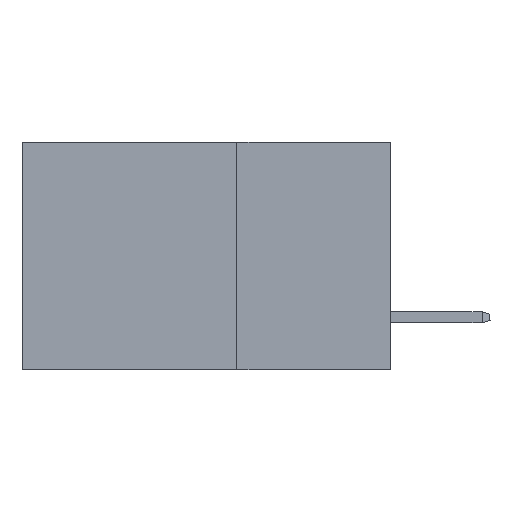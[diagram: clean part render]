
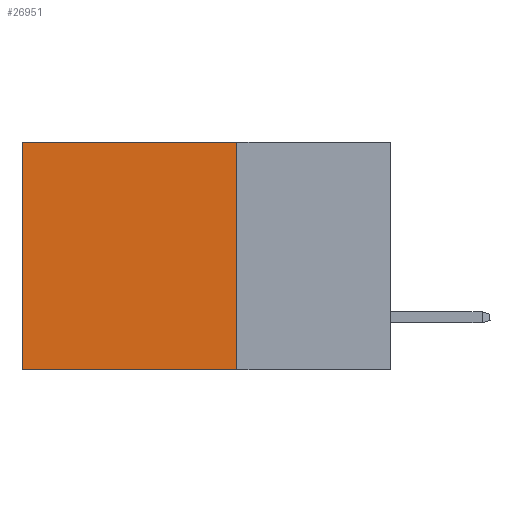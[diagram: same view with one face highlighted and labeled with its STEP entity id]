
A CAD part, left-side view. The second image highlights one B-rep face of the part: STEP entity #26951.
In plain terms, the highlighted planar face has unit normal (-1, 0, 0).
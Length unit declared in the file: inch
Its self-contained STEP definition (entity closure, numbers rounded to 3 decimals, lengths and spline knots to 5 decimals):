
#1076 = VECTOR ( 'NONE', #31804, 39.37008 ) ;
#1622 = VERTEX_POINT ( 'NONE', #34638 ) ;
#2644 = CARTESIAN_POINT ( 'NONE',  ( 0.2875, 0.6, 0. ) ) ;
#6506 = CARTESIAN_POINT ( 'NONE',  ( 0.2875, 0.25, 0. ) ) ;
#6641 = CARTESIAN_POINT ( 'NONE',  ( 0.2875, 0.25, 0. ) ) ;
#7246 = LINE ( 'NONE', #36293, #17265 ) ;
#9198 = DIRECTION ( 'NONE',  ( 1., 0., 0. ) ) ;
#9410 = ORIENTED_EDGE ( 'NONE', *, *, #10905, .F. ) ;
#10905 = EDGE_CURVE ( 'NONE', #25483, #1622, #7246, .T. ) ;
#11055 = DIRECTION ( 'NONE',  ( 0., 0., -1. ) ) ;
#11766 = DIRECTION ( 'NONE',  ( 0., 1., 0. ) ) ;
#12182 = CARTESIAN_POINT ( 'NONE',  ( 0.2875, 0.6, -0.37 ) ) ;
#12520 = VERTEX_POINT ( 'NONE', #12182 ) ;
#15403 = CARTESIAN_POINT ( 'NONE',  ( 0.2875, 0.25, 0. ) ) ;
#15682 = ORIENTED_EDGE ( 'NONE', *, *, #32786, .T. ) ;
#15908 = LINE ( 'NONE', #34157, #20919 ) ;
#16644 = VECTOR ( 'NONE', #36118, 39.37008 ) ;
#17165 = AXIS2_PLACEMENT_3D ( 'NONE', #15403, #9198, #23825 ) ;
#17191 = EDGE_LOOP ( 'NONE', ( #32133, #36997, #9410, #15682 ) ) ;
#17265 = VECTOR ( 'NONE', #11055, 39.37008 ) ;
#17358 = EDGE_CURVE ( 'NONE', #1622, #12520, #15908, .T. ) ;
#17557 = LINE ( 'NONE', #22990, #1076 ) ;
#18929 = LINE ( 'NONE', #6641, #16644 ) ;
#20919 = VECTOR ( 'NONE', #11766, 39.37008 ) ;
#21500 = EDGE_CURVE ( 'NONE', #31364, #12520, #17557, .T. ) ;
#22990 = CARTESIAN_POINT ( 'NONE',  ( 0.2875, 0.6, 0. ) ) ;
#23825 = DIRECTION ( 'NONE',  ( 0., 0., -1. ) ) ;
#25483 = VERTEX_POINT ( 'NONE', #6506 ) ;
#26951 = ADVANCED_FACE ( 'NONE', ( #33017 ), #32915, .F. ) ;
#31364 = VERTEX_POINT ( 'NONE', #2644 ) ;
#31804 = DIRECTION ( 'NONE',  ( 0., 0., -1. ) ) ;
#32133 = ORIENTED_EDGE ( 'NONE', *, *, #21500, .T. ) ;
#32786 = EDGE_CURVE ( 'NONE', #25483, #31364, #18929, .T. ) ;
#32915 = PLANE ( 'NONE',  #17165 ) ;
#33017 = FACE_OUTER_BOUND ( 'NONE', #17191, .T. ) ;
#34157 = CARTESIAN_POINT ( 'NONE',  ( 0.2875, 0.25, -0.37 ) ) ;
#34638 = CARTESIAN_POINT ( 'NONE',  ( 0.2875, 0.25, -0.37 ) ) ;
#36118 = DIRECTION ( 'NONE',  ( 0., 1., 0. ) ) ;
#36293 = CARTESIAN_POINT ( 'NONE',  ( 0.2875, 0.25, 0. ) ) ;
#36997 = ORIENTED_EDGE ( 'NONE', *, *, #17358, .F. ) ;
